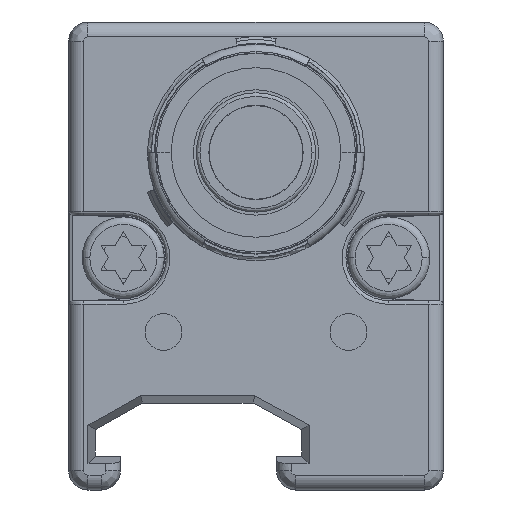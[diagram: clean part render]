
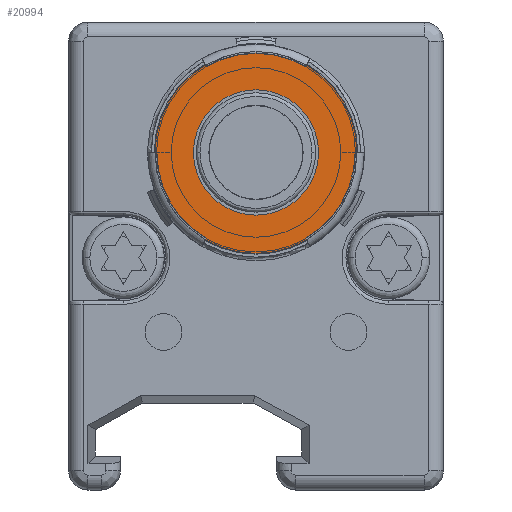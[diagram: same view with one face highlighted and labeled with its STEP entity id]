
A CAD part, front view. The second image highlights one B-rep face of the part: STEP entity #20994.
In plain terms, the highlighted planar face has unit normal (0, -1, 0).
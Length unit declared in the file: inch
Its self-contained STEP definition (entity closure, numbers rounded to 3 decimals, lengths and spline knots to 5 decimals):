
#5756=CARTESIAN_POINT('',(0.,-0.98425,0.90157));
#5757=DIRECTION('',(0.,-1.,0.));
#5758=DIRECTION('',(-1.,0.,0.001));
#5759=AXIS2_PLACEMENT_3D('',#5756,#5757,#5758);
#5812=DIRECTION('',(-1.,0.,0.001));
#5813=VECTOR('',#5812,0.00492);
#5814=CARTESIAN_POINT('',(-0.26476,-0.98425,
0.90172));
#5815=LINE('',#5814,#5813);
#5816=CARTESIAN_POINT('',(0.,-0.98425,0.90157));
#5817=DIRECTION('',(0.,-1.,0.));
#5818=DIRECTION('',(-0.5,0.,0.866));
#5819=AXIS2_PLACEMENT_3D('',#5816,#5817,#5818);
#5821=DIRECTION('',(-0.501,0.,0.866));
#5822=VECTOR('',#5821,0.00492);
#5823=CARTESIAN_POINT('',(-0.13238,-0.98425,
1.13087));
#5824=LINE('',#5823,#5822);
#5825=DIRECTION('',(0.499,0.,0.866));
#5826=VECTOR('',#5825,0.00492);
#5827=CARTESIAN_POINT('',(0.13238,-0.98425,
1.13087));
#5828=LINE('',#5827,#5826);
#5829=CARTESIAN_POINT('',(0.,-0.98425,0.90157));
#5830=DIRECTION('',(0.,-1.,0.));
#5831=DIRECTION('',(1.,0.,0.));
#5832=AXIS2_PLACEMENT_3D('',#5829,#5830,#5831);
#5834=DIRECTION('',(1.,0.,0.));
#5835=VECTOR('',#5834,0.00492);
#5836=CARTESIAN_POINT('',(0.26476,-0.98425,
0.90157));
#5837=LINE('',#5836,#5835);
#5838=DIRECTION('',(0.501,0.,-0.866));
#5839=VECTOR('',#5838,0.00492);
#5840=CARTESIAN_POINT('',(0.13238,-0.98425,
0.67228));
#5841=LINE('',#5840,#5839);
#5842=CARTESIAN_POINT('',(0.,-0.98425,0.90157));
#5843=DIRECTION('',(0.,-1.,0.));
#5844=DIRECTION('',(-0.5,0.,-0.866));
#5845=AXIS2_PLACEMENT_3D('',#5842,#5843,#5844);
#5847=DIRECTION('',(-0.501,0.,-0.866));
#5848=VECTOR('',#5847,0.00492);
#5849=CARTESIAN_POINT('',(-0.13238,-0.98425,
0.67228));
#5850=LINE('',#5849,#5848);
#5851=CARTESIAN_POINT('',(0.,-0.98425,0.90157));
#5852=DIRECTION('',(0.,-1.,0.));
#5853=DIRECTION('',(-0.866,0.,0.5));
#5854=AXIS2_PLACEMENT_3D('',#5851,#5852,#5853);
#5856=CARTESIAN_POINT('',(0.,-0.98425,0.90157));
#5857=DIRECTION('',(0.,-1.,0.));
#5858=DIRECTION('',(0.866,0.,-0.5));
#5859=AXIS2_PLACEMENT_3D('',#5856,#5857,#5858);
#5941=CARTESIAN_POINT('',(0.,-0.98425,0.90157));
#5942=DIRECTION('',(0.,-1.,0.));
#5943=DIRECTION('',(0.5,0.,-0.866));
#5944=AXIS2_PLACEMENT_3D('',#5941,#5942,#5943);
#6016=CARTESIAN_POINT('',(0.,-0.98425,0.90157));
#6017=DIRECTION('',(0.,-1.,0.));
#6018=DIRECTION('',(0.5,0.,0.866));
#6019=AXIS2_PLACEMENT_3D('',#6016,#6017,#6018);
#13611=CARTESIAN_POINT('',(0.13484,-0.98425,
1.13513));
#13613=VERTEX_POINT('',#13611);
#13615=CARTESIAN_POINT('',(0.13238,-0.98425,
0.67228));
#13616=CARTESIAN_POINT('',(0.13484,-0.98425,
0.66802));
#13617=VERTEX_POINT('',#13615);
#13618=VERTEX_POINT('',#13616);
#13623=CARTESIAN_POINT('',(0.26476,-0.98425,
0.90157));
#13624=CARTESIAN_POINT('',(0.26968,-0.98425,
0.90157));
#13625=VERTEX_POINT('',#13623);
#13626=VERTEX_POINT('',#13624);
#13639=CARTESIAN_POINT('',(-0.13484,-0.98425,
0.66802));
#13640=VERTEX_POINT('',#13639);
#13651=CARTESIAN_POINT('',(0.13238,-0.98425,
1.13087));
#13652=VERTEX_POINT('',#13651);
#13655=CARTESIAN_POINT('',(-0.13238,-0.98425,
1.13087));
#13656=CARTESIAN_POINT('',(-0.13484,-0.98425,
1.13513));
#13657=VERTEX_POINT('',#13655);
#13658=VERTEX_POINT('',#13656);
#13687=CARTESIAN_POINT('',(-0.14491,-0.98425,
0.98524));
#13688=CARTESIAN_POINT('',(0.14491,-0.98425,
0.81791));
#13689=VERTEX_POINT('',#13687);
#13690=VERTEX_POINT('',#13688);
#13699=CARTESIAN_POINT('',(-0.26476,-0.98425,
0.90172));
#13700=CARTESIAN_POINT('',(-0.26968,-0.98425,
0.90172));
#13701=VERTEX_POINT('',#13699);
#13702=VERTEX_POINT('',#13700);
#13707=CARTESIAN_POINT('',(-0.13238,-0.98425,
0.67228));
#13708=VERTEX_POINT('',#13707);
#20959=CARTESIAN_POINT('',(0.,-0.98425,0.90157));
#20960=DIRECTION('',(0.,-1.,0.));
#20961=DIRECTION('',(-0.5,0.,-0.866));
#20962=AXIS2_PLACEMENT_3D('',#20959,#20960,#20961);
#20963=PLANE('',#20962);
#20964=ORIENTED_EDGE('',*,*,#20877,.F.);
#20966=ORIENTED_EDGE('',*,*,#20965,.T.);
#20968=ORIENTED_EDGE('',*,*,#20967,.F.);
#20970=ORIENTED_EDGE('',*,*,#20969,.F.);
#20972=ORIENTED_EDGE('',*,*,#20971,.F.);
#20974=ORIENTED_EDGE('',*,*,#20973,.T.);
#20976=ORIENTED_EDGE('',*,*,#20975,.F.);
#20978=ORIENTED_EDGE('',*,*,#20977,.F.);
#20980=ORIENTED_EDGE('',*,*,#20979,.F.);
#20982=ORIENTED_EDGE('',*,*,#20981,.T.);
#20984=ORIENTED_EDGE('',*,*,#20983,.F.);
#20985=ORIENTED_EDGE('',*,*,#20949,.F.);
#20986=EDGE_LOOP('',(#20964,#20966,#20968,#20970,#20972,#20974,#20976,#20978,
#20980,#20982,#20984,#20985));
#20987=FACE_OUTER_BOUND('',#20986,.F.);
#20989=ORIENTED_EDGE('',*,*,#20988,.T.);
#20991=ORIENTED_EDGE('',*,*,#20990,.T.);
#20992=EDGE_LOOP('',(#20989,#20991));
#20993=FACE_BOUND('',#20992,.F.);
#20994=ADVANCED_FACE('',(#20987,#20993),#20963,.T.);
#5760=CIRCLE('',#5759,0.26476);
#5820=CIRCLE('',#5819,0.26969);
#5833=CIRCLE('',#5832,0.26969);
#5846=CIRCLE('',#5845,0.26969);
#5855=CIRCLE('',#5854,0.16732);
#5860=CIRCLE('',#5859,0.16732);
#5945=CIRCLE('',#5944,0.26476);
#6020=CIRCLE('',#6019,0.26476);
#20877=EDGE_CURVE('',#13701,#13708,#5760,.T.);
#20949=EDGE_CURVE('',#13708,#13640,#5850,.T.);
#20965=EDGE_CURVE('',#13701,#13702,#5815,.T.);
#20967=EDGE_CURVE('',#13658,#13702,#5820,.T.);
#20969=EDGE_CURVE('',#13657,#13658,#5824,.T.);
#20971=EDGE_CURVE('',#13652,#13657,#6020,.T.);
#20973=EDGE_CURVE('',#13652,#13613,#5828,.T.);
#20975=EDGE_CURVE('',#13626,#13613,#5833,.T.);
#20977=EDGE_CURVE('',#13625,#13626,#5837,.T.);
#20979=EDGE_CURVE('',#13617,#13625,#5945,.T.);
#20981=EDGE_CURVE('',#13617,#13618,#5841,.T.);
#20983=EDGE_CURVE('',#13640,#13618,#5846,.T.);
#20988=EDGE_CURVE('',#13689,#13690,#5855,.T.);
#20990=EDGE_CURVE('',#13690,#13689,#5860,.T.);
